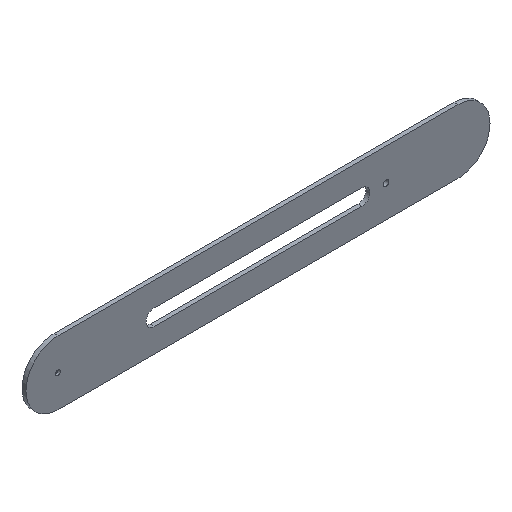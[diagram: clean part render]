
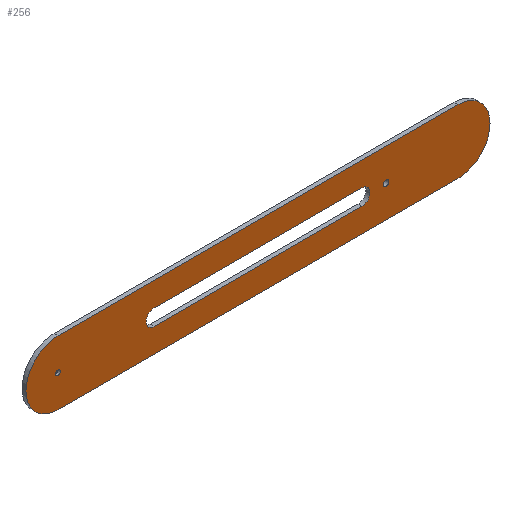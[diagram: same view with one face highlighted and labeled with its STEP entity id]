
A CAD part, isometric view. The second image highlights one B-rep face of the part: STEP entity #256.
In plain terms, the highlighted planar face has unit normal (0, -1, 0).
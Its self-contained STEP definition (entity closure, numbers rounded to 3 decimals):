
#16=FACE_BOUND('',#71,.T.);
#17=FACE_BOUND('',#72,.T.);
#18=FACE_BOUND('',#73,.T.);
#23=CIRCLE('',#275,5.);
#25=CIRCLE('',#279,5.);
#26=CIRCLE('',#281,1.5);
#30=CIRCLE('',#288,1.75);
#33=CIRCLE('',#293,20.);
#35=CIRCLE('',#297,20.);
#55=FACE_OUTER_BOUND('',#70,.T.);
#70=EDGE_LOOP('',(#217,#218,#219,#220));
#71=EDGE_LOOP('',(#221,#222,#223,#224));
#72=EDGE_LOOP('',(#225));
#73=EDGE_LOOP('',(#226));
#80=LINE('',#385,#99);
#84=LINE('',#397,#103);
#91=LINE('',#428,#110);
#95=LINE('',#440,#114);
#99=VECTOR('',#306,10.);
#103=VECTOR('',#318,10.);
#110=VECTOR('',#353,10.);
#114=VECTOR('',#365,10.);
#118=VERTEX_POINT('',#382);
#119=VERTEX_POINT('',#384);
#121=VERTEX_POINT('',#390);
#123=VERTEX_POINT('',#396);
#124=VERTEX_POINT('',#403);
#128=VERTEX_POINT('',#416);
#132=VERTEX_POINT('',#425);
#133=VERTEX_POINT('',#427);
#135=VERTEX_POINT('',#433);
#137=VERTEX_POINT('',#439);
#140=EDGE_CURVE('',#119,#118,#80,.T.);
#143=EDGE_CURVE('',#121,#119,#23,.T.);
#146=EDGE_CURVE('',#123,#121,#84,.T.);
#149=EDGE_CURVE('',#118,#123,#25,.T.);
#150=EDGE_CURVE('',#124,#124,#26,.T.);
#156=EDGE_CURVE('',#128,#128,#30,.T.);
#161=EDGE_CURVE('',#133,#132,#91,.T.);
#164=EDGE_CURVE('',#135,#133,#33,.T.);
#167=EDGE_CURVE('',#137,#135,#95,.T.);
#170=EDGE_CURVE('',#132,#137,#35,.T.);
#217=ORIENTED_EDGE('',*,*,#170,.T.);
#218=ORIENTED_EDGE('',*,*,#167,.T.);
#219=ORIENTED_EDGE('',*,*,#164,.T.);
#220=ORIENTED_EDGE('',*,*,#161,.T.);
#221=ORIENTED_EDGE('',*,*,#146,.T.);
#222=ORIENTED_EDGE('',*,*,#143,.T.);
#223=ORIENTED_EDGE('',*,*,#140,.T.);
#224=ORIENTED_EDGE('',*,*,#149,.T.);
#225=ORIENTED_EDGE('',*,*,#150,.T.);
#226=ORIENTED_EDGE('',*,*,#156,.T.);
#242=PLANE('',#298);
#256=ADVANCED_FACE('',(#55,#16,#17,#18),#242,.T.);
#275=AXIS2_PLACEMENT_3D('',#391,#312,#313);
#279=AXIS2_PLACEMENT_3D('',#401,#324,#325);
#281=AXIS2_PLACEMENT_3D('',#404,#328,#329);
#288=AXIS2_PLACEMENT_3D('',#417,#344,#345);
#293=AXIS2_PLACEMENT_3D('',#434,#359,#360);
#297=AXIS2_PLACEMENT_3D('',#444,#371,#372);
#298=AXIS2_PLACEMENT_3D('',#445,#373,#374);
#306=DIRECTION('',(1.,0.,0.));
#312=DIRECTION('center_axis',(0.,1.,0.));
#313=DIRECTION('ref_axis',(0.,0.,1.));
#318=DIRECTION('',(-1.,0.,0.));
#324=DIRECTION('center_axis',(0.,1.,0.));
#325=DIRECTION('ref_axis',(0.,0.,-1.));
#328=DIRECTION('center_axis',(0.,1.,0.));
#329=DIRECTION('ref_axis',(1.,0.,0.));
#344=DIRECTION('center_axis',(0.,1.,0.));
#345=DIRECTION('ref_axis',(1.,0.,0.));
#353=DIRECTION('',(-1.,0.,0.));
#359=DIRECTION('center_axis',(0.,-1.,0.));
#360=DIRECTION('ref_axis',(0.,0.,-1.));
#365=DIRECTION('',(1.,0.,0.));
#371=DIRECTION('center_axis',(0.,-1.,0.));
#372=DIRECTION('ref_axis',(0.,0.,1.));
#373=DIRECTION('center_axis',(0.,-1.,0.));
#374=DIRECTION('ref_axis',(1.,0.,0.));
#382=CARTESIAN_POINT('',(189.978,-6.,35.));
#384=CARTESIAN_POINT('',(59.978,-6.,35.));
#385=CARTESIAN_POINT('',(92.478,-6.,35.));
#390=CARTESIAN_POINT('',(59.978,-6.,25.));
#391=CARTESIAN_POINT('Origin',(59.978,-6.,30.));
#396=CARTESIAN_POINT('',(189.978,-6.,25.));
#397=CARTESIAN_POINT('',(157.478,-6.,25.));
#401=CARTESIAN_POINT('Origin',(189.978,-6.,30.));
#403=CARTESIAN_POINT('',(-1.522,-6.,30.));
#404=CARTESIAN_POINT('Origin',(-0.022,-6.,30.));
#416=CARTESIAN_POINT('',(203.228,-6.,30.));
#417=CARTESIAN_POINT('Origin',(204.978,-6.,30.));
#425=CARTESIAN_POINT('',(-0.022,-6.,50.));
#427=CARTESIAN_POINT('',(249.978,-6.,50.));
#428=CARTESIAN_POINT('',(-0.022,-6.,50.));
#433=CARTESIAN_POINT('',(249.978,-6.,10.));
#434=CARTESIAN_POINT('Origin',(249.978,-6.,30.));
#439=CARTESIAN_POINT('',(-0.022,-6.,10.));
#440=CARTESIAN_POINT('',(249.978,-6.,10.));
#444=CARTESIAN_POINT('Origin',(-0.022,-6.,30.));
#445=CARTESIAN_POINT('Origin',(124.978,-6.,30.));
